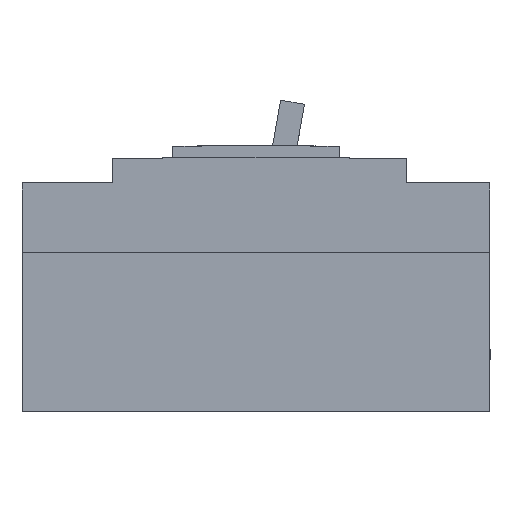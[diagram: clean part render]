
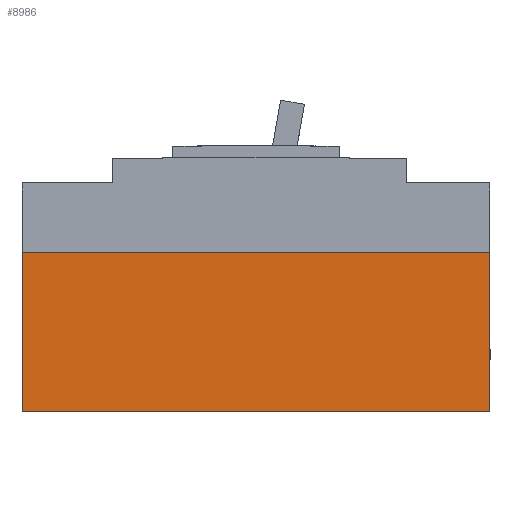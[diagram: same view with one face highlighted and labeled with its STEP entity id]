
A CAD part, top view. The second image highlights one B-rep face of the part: STEP entity #8986.
In plain terms, the highlighted planar face has unit normal (0, 0, 1).
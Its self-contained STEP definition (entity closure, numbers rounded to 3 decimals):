
#75 = CARTESIAN_POINT ( 'NONE',  ( -67.5, -46., 38.5 ) ) ;
#441 = CARTESIAN_POINT ( 'NONE',  ( 67.5, -46., 38.5 ) ) ;
#867 = FACE_OUTER_BOUND ( 'NONE', #3732, .T. ) ;
#2124 = VERTEX_POINT ( 'NONE', #5230 ) ;
#2885 = VECTOR ( 'NONE', #4453, 1000. ) ;
#3055 = CARTESIAN_POINT ( 'NONE',  ( 67.5, -46., 38.5 ) ) ;
#3090 = LINE ( 'NONE', #75, #13710 ) ;
#3199 = VERTEX_POINT ( 'NONE', #11688 ) ;
#3732 = EDGE_LOOP ( 'NONE', ( #17442, #17873, #15845, #16691 ) ) ;
#4453 = DIRECTION ( 'NONE',  ( -1., 0., 0. ) ) ;
#4686 = DIRECTION ( 'NONE',  ( -1., 0., 0. ) ) ;
#4741 = AXIS2_PLACEMENT_3D ( 'NONE', #11084, #7609, #15941 ) ;
#5163 = EDGE_CURVE ( 'NONE', #21168, #2124, #15300, .T. ) ;
#5230 = CARTESIAN_POINT ( 'NONE',  ( 67.5, 0., 38.5 ) ) ;
#5974 = PLANE ( 'NONE',  #4741 ) ;
#6687 = DIRECTION ( 'NONE',  ( 0., 1., 0. ) ) ;
#7577 = EDGE_CURVE ( 'NONE', #2124, #13219, #14437, .T. ) ;
#7609 = DIRECTION ( 'NONE',  ( 0., 0., -1. ) ) ;
#8740 = EDGE_CURVE ( 'NONE', #21168, #3199, #18155, .T. ) ;
#8986 = ADVANCED_FACE ( 'NONE', ( #867 ), #5974, .F. ) ;
#11084 = CARTESIAN_POINT ( 'NONE',  ( 67.5, -46., 38.5 ) ) ;
#11596 = VECTOR ( 'NONE', #4686, 1000. ) ;
#11688 = CARTESIAN_POINT ( 'NONE',  ( -67.5, -46., 38.5 ) ) ;
#12537 = EDGE_CURVE ( 'NONE', #3199, #13219, #3090, .T. ) ;
#13219 = VERTEX_POINT ( 'NONE', #21285 ) ;
#13710 = VECTOR ( 'NONE', #6687, 1000. ) ;
#14437 = LINE ( 'NONE', #20856, #2885 ) ;
#14548 = VECTOR ( 'NONE', #17040, 1000. ) ;
#15300 = LINE ( 'NONE', #441, #14548 ) ;
#15845 = ORIENTED_EDGE ( 'NONE', *, *, #8740, .F. ) ;
#15941 = DIRECTION ( 'NONE',  ( -1., 0., 0. ) ) ;
#16691 = ORIENTED_EDGE ( 'NONE', *, *, #5163, .T. ) ;
#17040 = DIRECTION ( 'NONE',  ( 0., 1., 0. ) ) ;
#17442 = ORIENTED_EDGE ( 'NONE', *, *, #7577, .T. ) ;
#17873 = ORIENTED_EDGE ( 'NONE', *, *, #12537, .F. ) ;
#18155 = LINE ( 'NONE', #3055, #11596 ) ;
#20419 = CARTESIAN_POINT ( 'NONE',  ( 67.5, -46., 38.5 ) ) ;
#20856 = CARTESIAN_POINT ( 'NONE',  ( 67.5, 0., 38.5 ) ) ;
#21168 = VERTEX_POINT ( 'NONE', #20419 ) ;
#21285 = CARTESIAN_POINT ( 'NONE',  ( -67.5, 0., 38.5 ) ) ;
